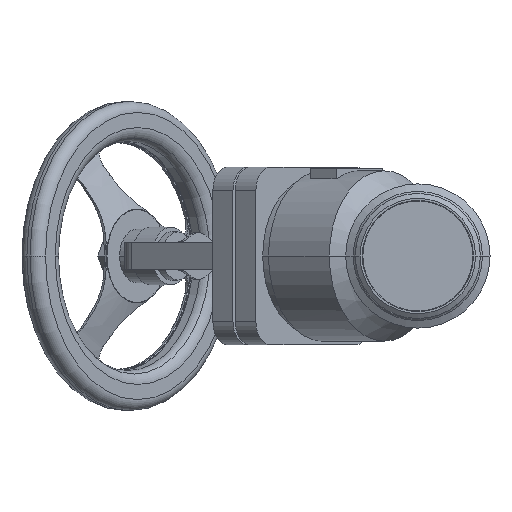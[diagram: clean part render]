
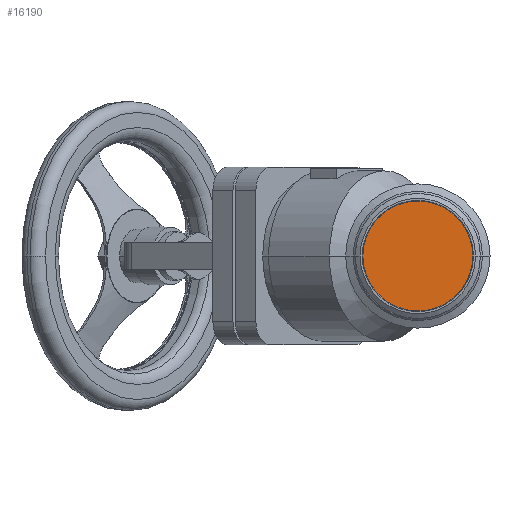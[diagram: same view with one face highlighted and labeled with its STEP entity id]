
A CAD part, left-side view. The second image highlights one B-rep face of the part: STEP entity #16190.
In plain terms, the highlighted planar face has unit normal (-1, 0, 0).
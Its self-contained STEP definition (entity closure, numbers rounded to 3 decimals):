
#2930=CARTESIAN_POINT('',(2.552,-40.,0.));
#2940=VERTEX_POINT('',#2930);
#3120=CARTESIAN_POINT('',(2.552,40.,0.));
#3130=VERTEX_POINT('',#3120);
#3160=CARTESIAN_POINT('',(2.552,0.,0.));
#3170=DIRECTION('',(-1.,0.,0.));
#3180=DIRECTION('',(0.,1.,0.));
#3190=AXIS2_PLACEMENT_3D('',#3160,#3170,#3180);
#3200=CIRCLE('',#3190,40.);
#3210=EDGE_CURVE('',#3130,#2940,#3200,.T.);
#16090=CARTESIAN_POINT('',(2.552,20.,0.));
#16100=DIRECTION('',(-1.,0.,0.));
#16110=DIRECTION('',(0.,1.,0.));
#16120=AXIS2_PLACEMENT_3D('',#16090,#16100,#16110);
#16130=PLANE('',#16120);
#16140=EDGE_CURVE('',#2940,#3130,#3200,.T.);
#16150=ORIENTED_EDGE('',*,*,#16140,.T.);
#16160=ORIENTED_EDGE('',*,*,#3210,.T.);
#16170=EDGE_LOOP('',(#16160,#16150));
#16180=FACE_OUTER_BOUND('',#16170,.T.);
#16190=ADVANCED_FACE('',(#16180),#16130,.T.);
